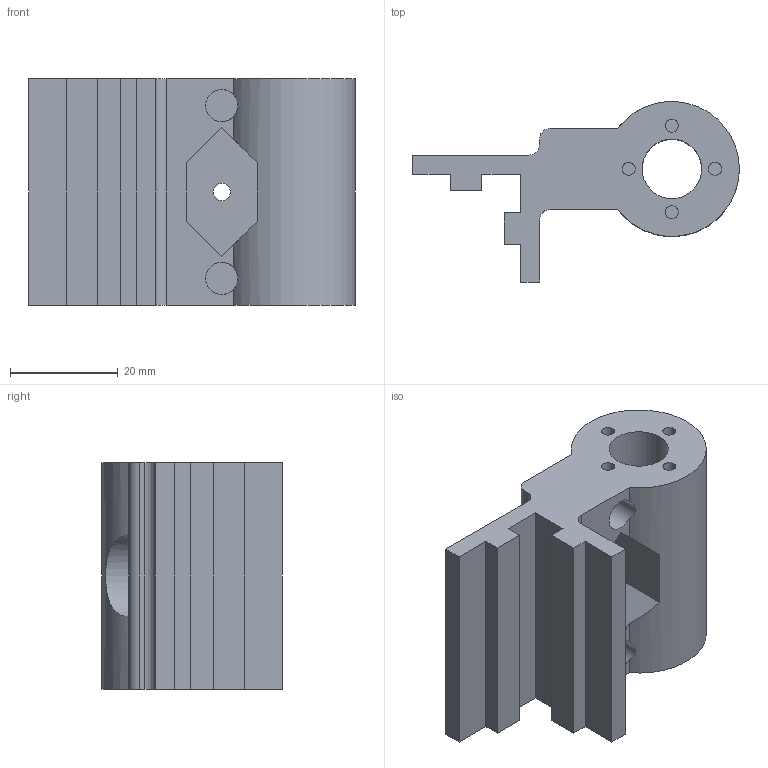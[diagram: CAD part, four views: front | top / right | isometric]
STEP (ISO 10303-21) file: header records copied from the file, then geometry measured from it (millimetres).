
FILE_DESCRIPTION(('FreeCAD Model'),'2;1');
FILE_NAME( 'x-motor-idler-20x20-TR8-x1.step' ,'2019-07-13T10:59:04',('Author'),(''), 'Open CASCADE STEP processor 6.8','FreeCAD','Unknown');
FILE_SCHEMA(('AUTOMOTIVE_DESIGN_CC2 { 1 2 10303 214 -1 1 5 4 }'));
Length unit declared in the file: millimetre
Products named in the file (2): ASSEMBLY; x-motor-idler-TR8
Assembly tree (1 placements, depth 2):
  ASSEMBLY
    x-motor-idler-TR8
Bounding box: 60.5 x 33.42 x 42 mm (x, y, z)
Volume: 28840.7 mm3; surface area: 12434.9 mm2
Topology: 1 solids, 1 shells, 45 faces, 121 edges, 82 vertices
Faces by surface type: plane 32, cylinder 13
Full cylindrical faces by diameter (mm): 2.4 x4, 3.2 x1, 6 x2, 11 x1
Entity records: 3964 total; most frequent: CARTESIAN_POINT 1554, DIRECTION 426, LINE 255, VECTOR 255, ORIENTED_EDGE 242, PCURVE 242, DEFINITIONAL_REPRESENTATION 242, EDGE_CURVE 121
